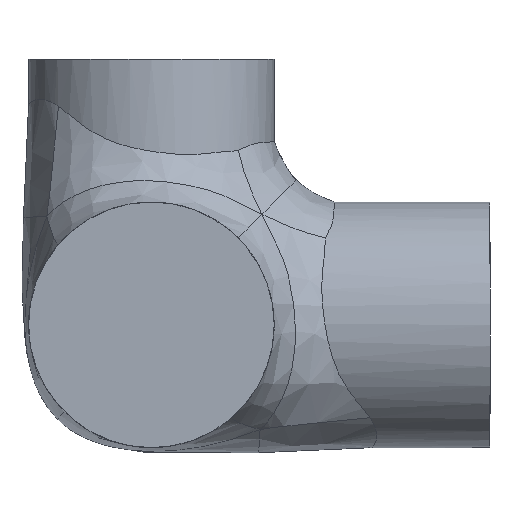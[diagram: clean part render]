
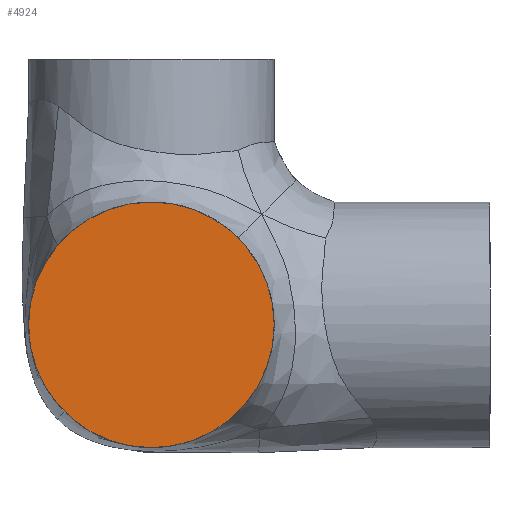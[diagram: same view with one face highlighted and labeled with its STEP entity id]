
A CAD part, left-side view. The second image highlights one B-rep face of the part: STEP entity #4924.
In plain terms, the highlighted planar face has unit normal (-1, 0, 0).
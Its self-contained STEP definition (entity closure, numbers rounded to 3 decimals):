
#120=PLANE('',#5555);
#837=CIRCLE('',#5556,37.);
#1418=FACE_OUTER_BOUND('',#1764,.T.);
#1764=EDGE_LOOP('',(#4292));
#2270=VERTEX_POINT('',#17214);
#2969=EDGE_CURVE('',#2270,#2270,#837,.T.);
#4292=ORIENTED_EDGE('',*,*,#2969,.T.);
#4924=ADVANCED_FACE('',(#1418),#120,.T.);
#5555=AXIS2_PLACEMENT_3D('',#17213,#6803,#6804);
#5556=AXIS2_PLACEMENT_3D('',#17215,#6805,#6806);
#6803=DIRECTION('center_axis',(-1.,0.,0.));
#6804=DIRECTION('ref_axis',(0.,0.,1.));
#6805=DIRECTION('center_axis',(-1.,0.,0.));
#6806=DIRECTION('ref_axis',(0.,0.,1.));
#17213=CARTESIAN_POINT('Origin',(-102.,0.,0.));
#17214=CARTESIAN_POINT('',(-102.,0.,-37.));
#17215=CARTESIAN_POINT('Origin',(-102.,0.,0.));
